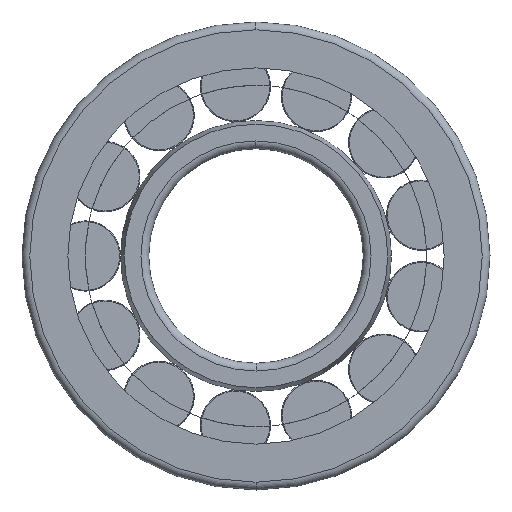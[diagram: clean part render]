
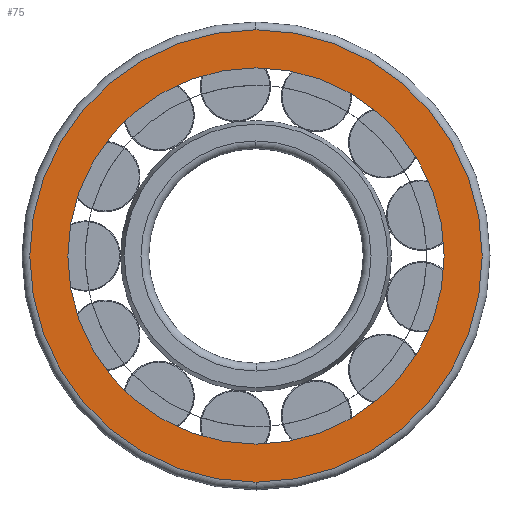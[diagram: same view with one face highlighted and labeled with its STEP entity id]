
A CAD part, left-side view. The second image highlights one B-rep face of the part: STEP entity #75.
In plain terms, the highlighted planar face has unit normal (-1, 0, 0).
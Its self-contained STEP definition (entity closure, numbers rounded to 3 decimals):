
#75=ADVANCED_FACE('',(#254,#255),#256,.T.);
#254=FACE_OUTER_BOUND('',#584,.T.);
#255=FACE_BOUND('',#585,.T.);
#256=PLANE('',#586);
#584=EDGE_LOOP('',(#984,#985,#986));
#585=EDGE_LOOP('',(#987,#988));
#586=AXIS2_PLACEMENT_3D('',#989,#990,#991);
#984=ORIENTED_EDGE('',*,*,#2237,.F.);
#985=ORIENTED_EDGE('',*,*,#2236,.F.);
#986=ORIENTED_EDGE('',*,*,#2265,.F.);
#987=ORIENTED_EDGE('',*,*,#2264,.T.);
#988=ORIENTED_EDGE('',*,*,#2241,.T.);
#989=CARTESIAN_POINT('',(0.0,53.125,0.0));
#990=DIRECTION('',(-1.0,0.,0.0));
#991=DIRECTION('',(0.,-1.0,0.0));
#2236=EDGE_CURVE('',#2670,#2673,#2674,.T.);
#2237=EDGE_CURVE('',#2673,#2675,#2676,.T.);
#2241=EDGE_CURVE('',#2682,#2679,#2683,.T.);
#2264=EDGE_CURVE('',#2679,#2682,#2719,.T.);
#2265=EDGE_CURVE('',#2675,#2670,#2720,.T.);
#2670=VERTEX_POINT('',#3374);
#2673=VERTEX_POINT('',#3377);
#2674=CIRCLE('',#3378,58.0);
#2675=VERTEX_POINT('',#3379);
#2676=CIRCLE('',#3380,58.0);
#2679=VERTEX_POINT('',#3383);
#2682=VERTEX_POINT('',#3387);
#2683=CIRCLE('',#3388,48.25);
#2719=CIRCLE('',#3429,48.25);
#2720=CIRCLE('',#3430,58.0);
#3374=CARTESIAN_POINT('',(0.0,0.,-58.0));
#3377=CARTESIAN_POINT('',(0.0,58.0,0.0));
#3378=AXIS2_PLACEMENT_3D('',#5187,#5188,#5189);
#3379=CARTESIAN_POINT('',(0.0,0.,58.0));
#3380=AXIS2_PLACEMENT_3D('',#5190,#5191,#5192);
#3383=CARTESIAN_POINT('',(0.,48.25,0.0));
#3387=CARTESIAN_POINT('',(0.0,-48.25,0.));
#3388=AXIS2_PLACEMENT_3D('',#5200,#5201,#5202);
#3429=AXIS2_PLACEMENT_3D('',#5259,#5260,#5261);
#3430=AXIS2_PLACEMENT_3D('',#5262,#5263,#5264);
#5187=CARTESIAN_POINT('',(0.0,0.0,0.0));
#5188=DIRECTION('',(1.0,0.0,0.0));
#5189=DIRECTION('',(0.0,1.0,0.0));
#5190=CARTESIAN_POINT('',(0.0,0.0,0.0));
#5191=DIRECTION('',(1.0,0.0,0.0));
#5192=DIRECTION('',(0.0,1.0,0.0));
#5200=CARTESIAN_POINT('',(0.0,0.0,0.0));
#5201=DIRECTION('',(1.0,0.0,0.0));
#5202=DIRECTION('',(0.0,1.0,0.0));
#5259=CARTESIAN_POINT('',(0.0,0.0,0.0));
#5260=DIRECTION('',(1.0,0.0,0.0));
#5261=DIRECTION('',(0.0,1.0,0.0));
#5262=CARTESIAN_POINT('',(0.0,0.0,0.0));
#5263=DIRECTION('',(1.0,0.0,0.0));
#5264=DIRECTION('',(0.0,1.0,0.0));
